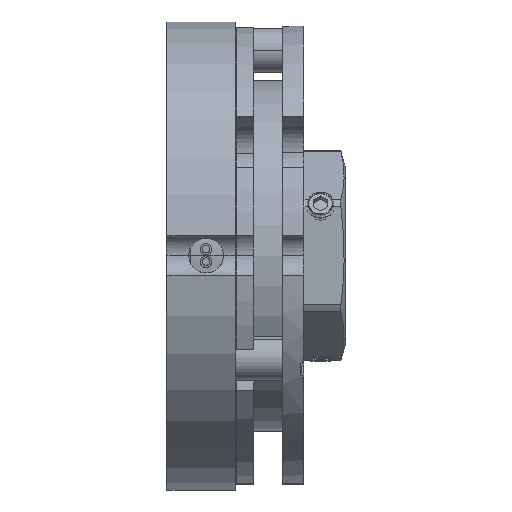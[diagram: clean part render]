
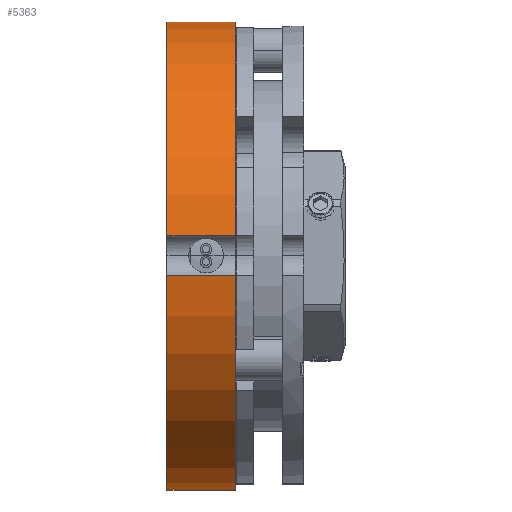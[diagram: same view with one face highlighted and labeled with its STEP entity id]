
A CAD part, top view. The second image highlights one B-rep face of the part: STEP entity #5363.
In plain terms, the highlighted cylindrical face has radius 24 mm (diameter 48 mm), a partial arc.
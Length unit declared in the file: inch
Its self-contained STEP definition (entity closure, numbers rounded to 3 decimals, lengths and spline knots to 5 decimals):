
#808 = CARTESIAN_POINT ( 'NONE',  ( 0.27559, 0.08, 0.94149 ) ) ;
#962 = DIRECTION ( 'NONE',  ( 1., 0., 0. ) ) ;
#1051 = CYLINDRICAL_SURFACE ( 'NONE', #7683, 0.94488 ) ;
#1283 = FACE_OUTER_BOUND ( 'NONE', #5146, .T. ) ;
#1295 = AXIS2_PLACEMENT_3D ( 'NONE', #4414, #1719, #2670 ) ;
#1695 = VERTEX_POINT ( 'NONE', #7424 ) ;
#1719 = DIRECTION ( 'NONE',  ( -1., 0., 0. ) ) ;
#2043 = DIRECTION ( 'NONE',  ( 0., 0., 1. ) ) ;
#2301 = ORIENTED_EDGE ( 'NONE', *, *, #2911, .T. ) ;
#2625 = EDGE_CURVE ( 'NONE', #1695, #3134, #8959, .T. ) ;
#2670 = DIRECTION ( 'NONE',  ( 0., 0., 1. ) ) ;
#2911 = EDGE_CURVE ( 'NONE', #3134, #5670, #9978, .T. ) ;
#3134 = VERTEX_POINT ( 'NONE', #808 ) ;
#3216 = DIRECTION ( 'NONE',  ( -1., 0., 0. ) ) ;
#3375 = CARTESIAN_POINT ( 'NONE',  ( 0., 0., 0. ) ) ;
#3539 = EDGE_CURVE ( 'NONE', #1695, #4386, #4814, .T. ) ;
#4205 = DIRECTION ( 'NONE',  ( -1., 0., 0. ) ) ;
#4386 = VERTEX_POINT ( 'NONE', #8213 ) ;
#4414 = CARTESIAN_POINT ( 'NONE',  ( 0.27559, 0., 0. ) ) ;
#4435 = ORIENTED_EDGE ( 'NONE', *, *, #7731, .T. ) ;
#4764 = CARTESIAN_POINT ( 'NONE',  ( 0.1378, -0.08, 0.94149 ) ) ;
#4814 = CIRCLE ( 'NONE', #6460, 0.94488 ) ;
#5038 = LINE ( 'NONE', #4764, #5283 ) ;
#5146 = EDGE_LOOP ( 'NONE', ( #7063, #5550, #2301, #4435 ) ) ;
#5283 = VECTOR ( 'NONE', #7376, 39.37008 ) ;
#5363 = ADVANCED_FACE ( 'NONE', ( #1283 ), #1051, .T. ) ;
#5550 = ORIENTED_EDGE ( 'NONE', *, *, #2625, .T. ) ;
#5670 = VERTEX_POINT ( 'NONE', #9769 ) ;
#5908 = VECTOR ( 'NONE', #962, 39.37008 ) ;
#6364 = DIRECTION ( 'NONE',  ( 0., 0., 1. ) ) ;
#6460 = AXIS2_PLACEMENT_3D ( 'NONE', #3375, #4205, #2043 ) ;
#6646 = CARTESIAN_POINT ( 'NONE',  ( -0.02207, 0., 0. ) ) ;
#7063 = ORIENTED_EDGE ( 'NONE', *, *, #3539, .F. ) ;
#7376 = DIRECTION ( 'NONE',  ( -1., 0., 0. ) ) ;
#7424 = CARTESIAN_POINT ( 'NONE',  ( 0., 0.08, 0.94149 ) ) ;
#7683 = AXIS2_PLACEMENT_3D ( 'NONE', #6646, #3216, #6364 ) ;
#7731 = EDGE_CURVE ( 'NONE', #5670, #4386, #5038, .T. ) ;
#8213 = CARTESIAN_POINT ( 'NONE',  ( 0., -0.08, 0.94149 ) ) ;
#8959 = LINE ( 'NONE', #9535, #5908 ) ;
#9535 = CARTESIAN_POINT ( 'NONE',  ( 0.1378, 0.08, 0.94149 ) ) ;
#9769 = CARTESIAN_POINT ( 'NONE',  ( 0.27559, -0.08, 0.94149 ) ) ;
#9978 = CIRCLE ( 'NONE', #1295, 0.94488 ) ;
